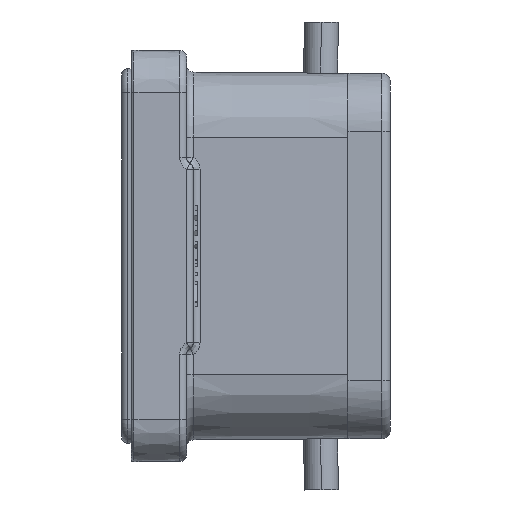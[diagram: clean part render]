
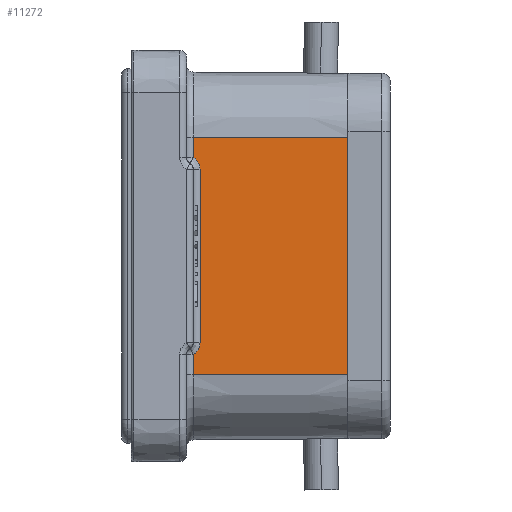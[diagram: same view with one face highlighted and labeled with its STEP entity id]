
A CAD part, left-side view. The second image highlights one B-rep face of the part: STEP entity #11272.
In plain terms, the highlighted planar face has unit normal (-1, -0.009, 0).
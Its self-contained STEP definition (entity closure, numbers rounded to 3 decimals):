
#2788=CARTESIAN_POINT('',(-46.902,17.407,
-10.2));
#2789=CARTESIAN_POINT('',(-46.902,17.407,
-10.341));
#2790=CARTESIAN_POINT('',(-46.902,17.443,
-10.613));
#2791=CARTESIAN_POINT('',(-46.904,17.603,
-11.005));
#2792=CARTESIAN_POINT('',(-46.906,17.862,
-11.344));
#2793=CARTESIAN_POINT('',(-46.908,18.083,
-11.514));
#2794=CARTESIAN_POINT('',(-46.909,18.207,
-11.586));
#2796=DIRECTION('',(0.,0.,-1.));
#2797=VECTOR('',#2796,20.4);
#2798=CARTESIAN_POINT('',(-46.902,17.407,10.2));
#2799=LINE('',#2798,#2797);
#2804=DIRECTION('',(0.,0.,-1.));
#2805=VECTOR('',#2804,28.);
#2806=CARTESIAN_POINT('',(-46.75,0.,14.));
#2807=LINE('',#2806,#2805);
#2812=DIRECTION('',(0.,0.,-1.));
#2813=VECTOR('',#2812,2.414);
#2814=CARTESIAN_POINT('',(-46.909,18.207,14.));
#2815=LINE('',#2814,#2813);
#2836=DIRECTION('',(-0.009,1.,0.));
#2837=VECTOR('',#2836,18.208);
#2838=CARTESIAN_POINT('',(-46.75,0.,14.));
#2839=LINE('',#2838,#2837);
#3634=DIRECTION('',(0.009,-1.,0.));
#3635=VECTOR('',#3634,18.208);
#3636=CARTESIAN_POINT('',(-46.909,18.207,
-14.));
#3637=LINE('',#3636,#3635);
#3638=DIRECTION('',(0.,0.,-1.));
#3639=VECTOR('',#3638,2.414);
#3640=CARTESIAN_POINT('',(-46.909,18.207,
-11.586));
#3641=LINE('',#3640,#3639);
#3696=CARTESIAN_POINT('',(-46.909,18.207,11.586));
#3697=CARTESIAN_POINT('',(-46.908,18.083,11.514));
#3698=CARTESIAN_POINT('',(-46.906,17.864,11.345));
#3699=CARTESIAN_POINT('',(-46.904,17.604,11.008));
#3700=CARTESIAN_POINT('',(-46.902,17.443,10.616));
#3701=CARTESIAN_POINT('',(-46.902,17.407,10.342));
#3702=CARTESIAN_POINT('',(-46.902,17.407,10.2));
#6095=CARTESIAN_POINT('',(-46.75,0.,14.));
#6096=CARTESIAN_POINT('',(-46.75,0.,-14.));
#6097=VERTEX_POINT('',#6095);
#6098=VERTEX_POINT('',#6096);
#6272=CARTESIAN_POINT('',(-46.909,18.207,11.586));
#6273=VERTEX_POINT('',#6272);
#6274=CARTESIAN_POINT('',(-46.909,18.207,14.));
#6275=VERTEX_POINT('',#6274);
#6526=CARTESIAN_POINT('',(-46.902,17.407,10.2));
#6527=CARTESIAN_POINT('',(-46.902,17.407,
-10.2));
#6528=VERTEX_POINT('',#6526);
#6529=VERTEX_POINT('',#6527);
#6530=CARTESIAN_POINT('',(-46.909,18.207,
-14.));
#6531=VERTEX_POINT('',#6530);
#6532=CARTESIAN_POINT('',(-46.909,18.207,
-11.586));
#6533=VERTEX_POINT('',#6532);
#11252=CARTESIAN_POINT('',(-46.75,0.,-24.066));
#11253=DIRECTION('',(-1.,-0.009,0.));
#11254=DIRECTION('',(0.,0.,-1.));
#11255=AXIS2_PLACEMENT_3D('',#11252,#11253,#11254);
#11256=PLANE('',#11255);
#11258=ORIENTED_EDGE('',*,*,#11257,.F.);
#11260=ORIENTED_EDGE('',*,*,#11259,.F.);
#11261=ORIENTED_EDGE('',*,*,#7920,.T.);
#11263=ORIENTED_EDGE('',*,*,#11262,.F.);
#11265=ORIENTED_EDGE('',*,*,#11264,.F.);
#11266=ORIENTED_EDGE('',*,*,#11231,.F.);
#11267=ORIENTED_EDGE('',*,*,#11242,.F.);
#11269=ORIENTED_EDGE('',*,*,#11268,.F.);
#11270=EDGE_LOOP('',(#11258,#11260,#11261,#11263,#11265,#11266,#11267,#11269));
#11271=FACE_OUTER_BOUND('',#11270,.F.);
#11272=ADVANCED_FACE('',(#11271),#11256,.T.);
#2795=B_SPLINE_CURVE_WITH_KNOTS('',3,(#2788,#2789,#2790,#2791,#2792,#2793,
#2794),.UNSPECIFIED.,.F.,.F.,(4,1,1,1,4),(0.,0.25,0.5,0.75,1.),
.UNSPECIFIED.);
#3703=B_SPLINE_CURVE_WITH_KNOTS('',3,(#3696,#3697,#3698,#3699,#3700,#3701,
#3702),.UNSPECIFIED.,.F.,.F.,(4,1,1,1,4),(0.,0.25,0.5,0.75,1.),
.UNSPECIFIED.);
#7920=EDGE_CURVE('',#6097,#6098,#2807,.T.);
#11231=EDGE_CURVE('',#6529,#6533,#2795,.T.);
#11242=EDGE_CURVE('',#6528,#6529,#2799,.T.);
#11257=EDGE_CURVE('',#6275,#6273,#2815,.T.);
#11259=EDGE_CURVE('',#6097,#6275,#2839,.T.);
#11262=EDGE_CURVE('',#6531,#6098,#3637,.T.);
#11264=EDGE_CURVE('',#6533,#6531,#3641,.T.);
#11268=EDGE_CURVE('',#6273,#6528,#3703,.T.);
